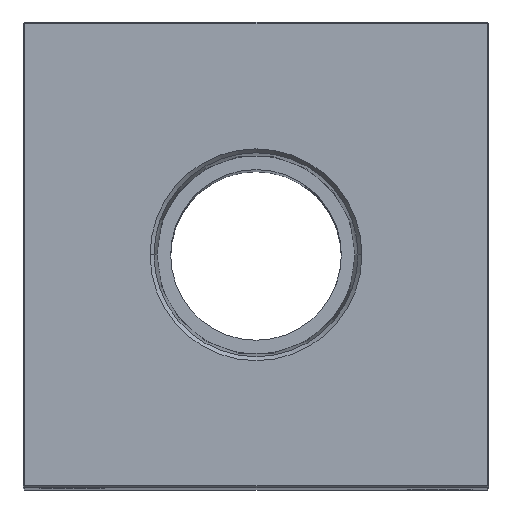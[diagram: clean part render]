
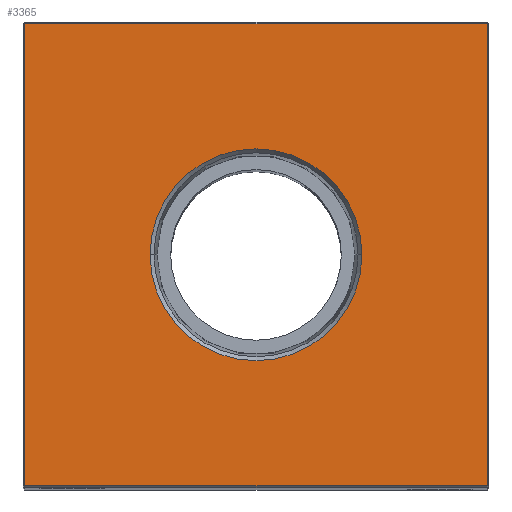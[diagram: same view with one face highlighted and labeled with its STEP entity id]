
A CAD part, top view. The second image highlights one B-rep face of the part: STEP entity #3365.
In plain terms, the highlighted planar face has unit normal (0, 0, 1).
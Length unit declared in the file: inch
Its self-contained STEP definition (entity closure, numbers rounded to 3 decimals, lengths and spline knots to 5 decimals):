
#1426 = DIRECTION ( 'NONE',  ( 0., 1., 0. ) ) ;
#1627 = ORIENTED_EDGE ( 'NONE', *, *, #16500, .F. ) ;
#2492 = DIRECTION ( 'NONE',  ( 1., 0., 0. ) ) ;
#2995 = CARTESIAN_POINT ( 'NONE',  ( 0., 0., 9.25 ) ) ;
#3275 = CARTESIAN_POINT ( 'NONE',  ( 0., 1.49, 9.25 ) ) ;
#3365 = ADVANCED_FACE ( 'NONE', ( #30287, #7623 ), #17950, .F. ) ;
#3751 = AXIS2_PLACEMENT_3D ( 'NONE', #20802, #30603, #7962 ) ;
#4270 = CARTESIAN_POINT ( 'NONE',  ( -1.49, 0., 9.25 ) ) ;
#5061 = CARTESIAN_POINT ( 'NONE',  ( -1.49, 1.49, 9.25 ) ) ;
#5432 = ORIENTED_EDGE ( 'NONE', *, *, #18110, .T. ) ;
#5957 = VECTOR ( 'NONE', #1426, 39.37008 ) ;
#6867 = ORIENTED_EDGE ( 'NONE', *, *, #20165, .T. ) ;
#6972 = CARTESIAN_POINT ( 'NONE',  ( 1.49, 1.49, 9.25 ) ) ;
#7623 = FACE_BOUND ( 'NONE', #26206, .T. ) ;
#7962 = DIRECTION ( 'NONE',  ( -1., 0., 0. ) ) ;
#9022 = LINE ( 'NONE', #19333, #28124 ) ;
#9467 = VECTOR ( 'NONE', #13505, 39.37008 ) ;
#9802 = EDGE_LOOP ( 'NONE', ( #6867, #14135, #22025, #5432 ) ) ;
#10846 = ORIENTED_EDGE ( 'NONE', *, *, #16540, .F. ) ;
#11895 = VERTEX_POINT ( 'NONE', #6972 ) ;
#12603 = CIRCLE ( 'NONE', #30961, 0.68248 ) ;
#13224 = DIRECTION ( 'NONE',  ( 0., 0., 1. ) ) ;
#13505 = DIRECTION ( 'NONE',  ( -1., 0., 0. ) ) ;
#14135 = ORIENTED_EDGE ( 'NONE', *, *, #19363, .T. ) ;
#14182 = LINE ( 'NONE', #24315, #5957 ) ;
#14538 = DIRECTION ( 'NONE',  ( 0., -1., 0. ) ) ;
#14768 = VERTEX_POINT ( 'NONE', #15115 ) ;
#15115 = CARTESIAN_POINT ( 'NONE',  ( -1.49, -1.49, 9.25 ) ) ;
#15282 = CARTESIAN_POINT ( 'NONE',  ( 0., 0., 9.25 ) ) ;
#16500 = EDGE_CURVE ( 'NONE', #24120, #28279, #22762, .T. ) ;
#16540 = EDGE_CURVE ( 'NONE', #28279, #24120, #12603, .T. ) ;
#16578 = CARTESIAN_POINT ( 'NONE',  ( 1.49, -1.49, 9.25 ) ) ;
#17950 = PLANE ( 'NONE',  #3751 ) ;
#18110 = EDGE_CURVE ( 'NONE', #11895, #24876, #26107, .T. ) ;
#19333 = CARTESIAN_POINT ( 'NONE',  ( 0., -1.49, 9.25 ) ) ;
#19363 = EDGE_CURVE ( 'NONE', #14768, #31903, #9022, .T. ) ;
#19636 = LINE ( 'NONE', #4270, #30734 ) ;
#20165 = EDGE_CURVE ( 'NONE', #24876, #14768, #19636, .T. ) ;
#20802 = CARTESIAN_POINT ( 'NONE',  ( 0., 0., 9.25 ) ) ;
#21421 = CARTESIAN_POINT ( 'NONE',  ( 0.68248, 0., 9.25 ) ) ;
#22025 = ORIENTED_EDGE ( 'NONE', *, *, #24666, .T. ) ;
#22762 = CIRCLE ( 'NONE', #26877, 0.68248 ) ;
#23425 = DIRECTION ( 'NONE',  ( 1., 0., 0. ) ) ;
#24120 = VERTEX_POINT ( 'NONE', #25993 ) ;
#24315 = CARTESIAN_POINT ( 'NONE',  ( 1.49, 0., 9.25 ) ) ;
#24666 = EDGE_CURVE ( 'NONE', #31903, #11895, #14182, .T. ) ;
#24876 = VERTEX_POINT ( 'NONE', #5061 ) ;
#25369 = DIRECTION ( 'NONE',  ( 0., 0., 1. ) ) ;
#25993 = CARTESIAN_POINT ( 'NONE',  ( -0.68248, 0., 9.25 ) ) ;
#26107 = LINE ( 'NONE', #3275, #9467 ) ;
#26206 = EDGE_LOOP ( 'NONE', ( #10846, #1627 ) ) ;
#26877 = AXIS2_PLACEMENT_3D ( 'NONE', #15282, #25369, #2492 ) ;
#28124 = VECTOR ( 'NONE', #29182, 39.37008 ) ;
#28279 = VERTEX_POINT ( 'NONE', #21421 ) ;
#29182 = DIRECTION ( 'NONE',  ( 1., 0., 0. ) ) ;
#30287 = FACE_OUTER_BOUND ( 'NONE', #9802, .T. ) ;
#30603 = DIRECTION ( 'NONE',  ( 0., 0., -1. ) ) ;
#30734 = VECTOR ( 'NONE', #14538, 39.37008 ) ;
#30961 = AXIS2_PLACEMENT_3D ( 'NONE', #2995, #13224, #23425 ) ;
#31903 = VERTEX_POINT ( 'NONE', #16578 ) ;
